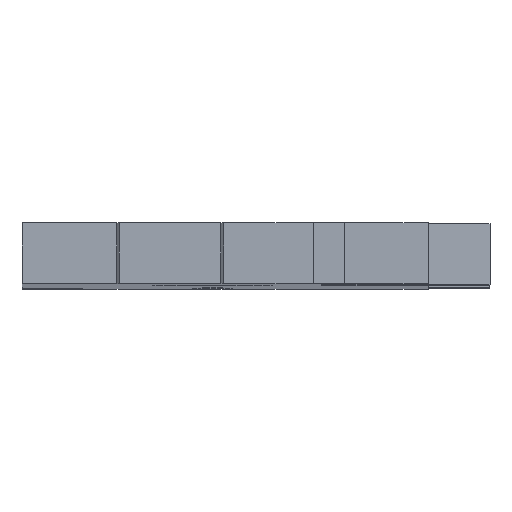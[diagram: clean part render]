
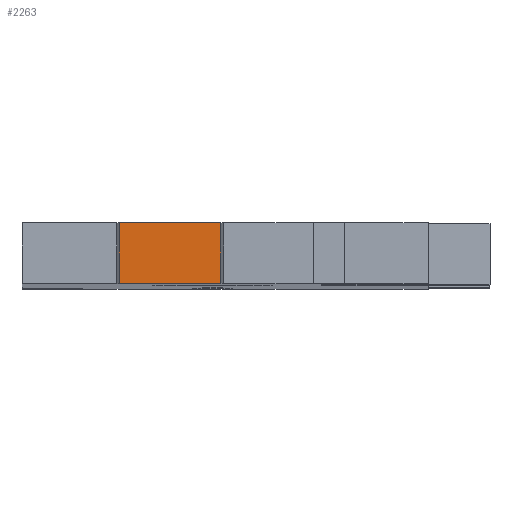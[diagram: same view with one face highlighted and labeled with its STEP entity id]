
A CAD part, top view. The second image highlights one B-rep face of the part: STEP entity #2263.
In plain terms, the highlighted face is planar.
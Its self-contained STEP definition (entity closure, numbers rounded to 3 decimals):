
#75=FACE_OUTER_BOUND('',#199,.T.);
#199=EDGE_LOOP('',(#1787,#1788,#1789,#1790));
#298=LINE('',#3092,#616);
#495=LINE('',#3498,#813);
#517=LINE('',#3553,#835);
#518=LINE('',#3555,#836);
#616=VECTOR('',#2514,10.);
#813=VECTOR('',#2727,10.);
#835=VECTOR('',#2801,6.);
#836=VECTOR('',#2804,6.);
#931=VERTEX_POINT('',#3089);
#932=VERTEX_POINT('',#3091);
#1132=VERTEX_POINT('',#3495);
#1133=VERTEX_POINT('',#3497);
#1154=EDGE_CURVE('',#931,#932,#298,.T.);
#1357=EDGE_CURVE('',#1133,#1132,#495,.T.);
#1385=EDGE_CURVE('',#931,#1133,#517,.T.);
#1386=EDGE_CURVE('',#932,#1132,#518,.T.);
#1787=ORIENTED_EDGE('',*,*,#1357,.T.);
#1788=ORIENTED_EDGE('',*,*,#1386,.F.);
#1789=ORIENTED_EDGE('',*,*,#1154,.F.);
#1790=ORIENTED_EDGE('',*,*,#1385,.T.);
#2157=PLANE('',#2402);
#2263=ADVANCED_FACE('',(#75),#2157,.F.);
#2402=AXIS2_PLACEMENT_3D('',#3554,#2802,#2803);
#2514=DIRECTION('',(0.,0.,-1.));
#2727=DIRECTION('',(0.,0.,-1.));
#2801=DIRECTION('',(0.,-1.,0.));
#2802=DIRECTION('center_axis',(-1.,0.,0.));
#2803=DIRECTION('ref_axis',(0.,0.,1.));
#2804=DIRECTION('',(0.,-1.,0.));
#3089=CARTESIAN_POINT('',(168.6,6.,-9.6));
#3091=CARTESIAN_POINT('',(168.6,6.,-19.6));
#3092=CARTESIAN_POINT('',(168.6,6.,-9.6));
#3495=CARTESIAN_POINT('',(168.6,0.,-19.6));
#3497=CARTESIAN_POINT('',(168.6,0.,-9.6));
#3498=CARTESIAN_POINT('',(168.6,0.,-9.6));
#3553=CARTESIAN_POINT('',(168.6,6.,-9.6));
#3554=CARTESIAN_POINT('Origin',(168.6,6.,-9.6));
#3555=CARTESIAN_POINT('',(168.6,6.,-19.6));
